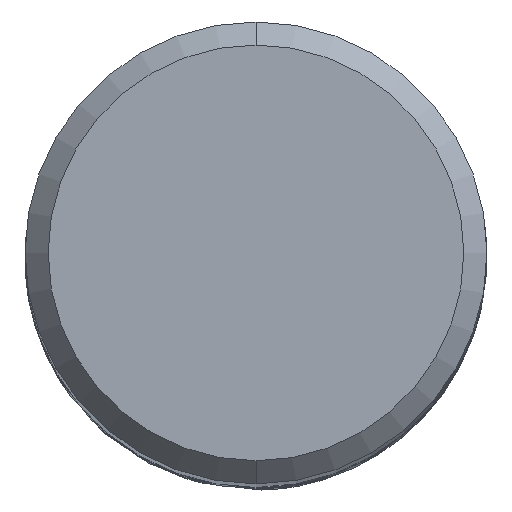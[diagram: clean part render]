
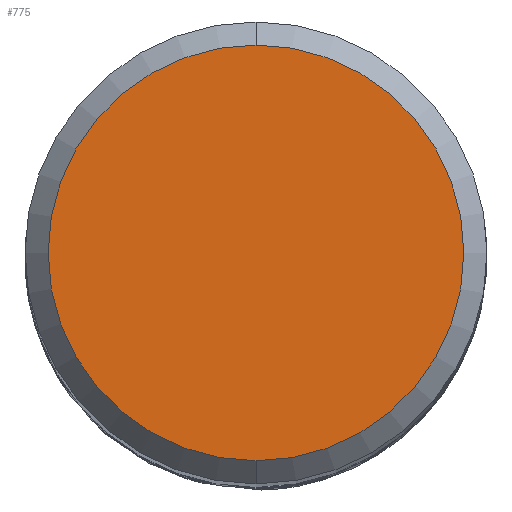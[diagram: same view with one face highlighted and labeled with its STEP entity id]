
A CAD part, top view. The second image highlights one B-rep face of the part: STEP entity #775.
In plain terms, the highlighted planar face has unit normal (0, 0, 1).
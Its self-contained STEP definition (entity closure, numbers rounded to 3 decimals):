
#775=ADVANCED_FACE('',(#1972),#1973,.T.);
#965=VERTEX_POINT('',#2176);
#1131=VERTEX_POINT('',#2353);
#1143=EDGE_CURVE('',#965,#1131,#2367,.T.);
#1549=EDGE_CURVE('',#1131,#965,#2806,.T.);
#1972=FACE_OUTER_BOUND('',#5624,.T.);
#1973=PLANE('',#5625);
#2176=CARTESIAN_POINT('',(0.0,5.4,0.0));
#2353=CARTESIAN_POINT('',(0.,-5.4,0.0));
#2367=CIRCLE('',#10511,5.4);
#2806=CIRCLE('',#15659,5.4);
#5624=EDGE_LOOP('',(#17641,#17642));
#5625=AXIS2_PLACEMENT_3D('',#17643,#17644,#17645);
#10511=AXIS2_PLACEMENT_3D('',#17973,#17974,#17975);
#15659=AXIS2_PLACEMENT_3D('',#18413,#18414,#18415);
#17641=ORIENTED_EDGE('',*,*,#1143,.F.);
#17642=ORIENTED_EDGE('',*,*,#1549,.F.);
#17643=CARTESIAN_POINT('',(0.0,2.7,0.0));
#17644=DIRECTION('',(-0.0,0.0,1.0));
#17645=DIRECTION('',(0.0,-1.0,0.0));
#17973=CARTESIAN_POINT('',(0.0,0.0,0.0));
#17974=DIRECTION('',(0.0,0.0,-1.0));
#17975=DIRECTION('',(0.0,1.0,0.0));
#18413=CARTESIAN_POINT('',(0.0,0.0,0.0));
#18414=DIRECTION('',(0.0,0.0,-1.0));
#18415=DIRECTION('',(0.0,1.0,0.0));
